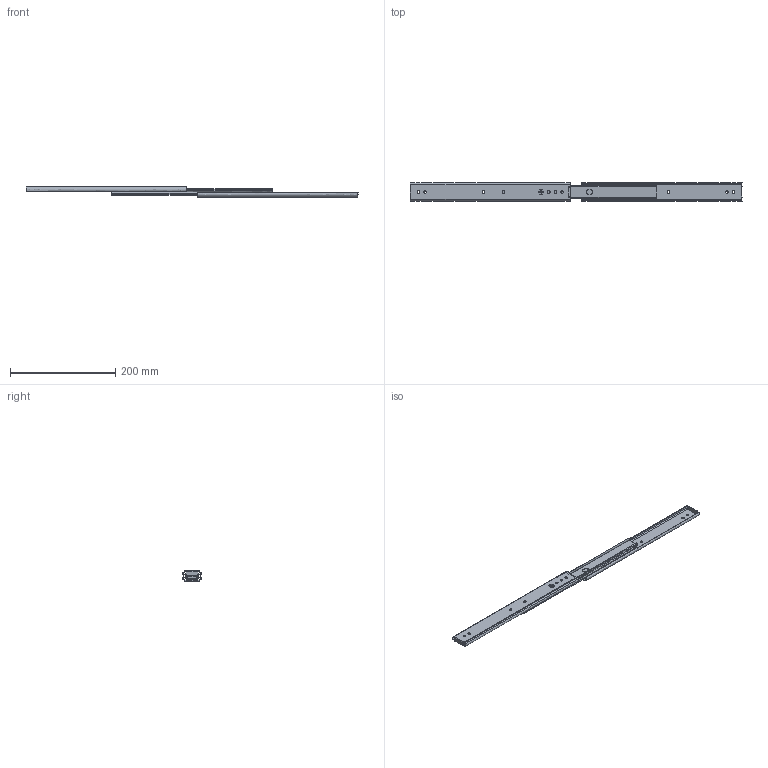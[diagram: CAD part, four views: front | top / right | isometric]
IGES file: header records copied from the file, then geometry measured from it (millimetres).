
Start section: ------------------------------------------------------------------------
Global section: file name: PC3949.6112.TM_378E_12_3136.igs; native system: spGate; preprocessor: ver20.6.3 (****-****-****-****); author: Unknown; organization: Unknown; date: 260216.132904; units: millimetre
Bounding box: 630.8 x 35.3 x 19.2 mm (x, y, z)
Volume: 75458.3 mm3; surface area: 87585 mm2
Topology: 3 solids, 3 shells, 264 faces, 770 edges, 508 vertices
Faces by surface type: bspline 264
